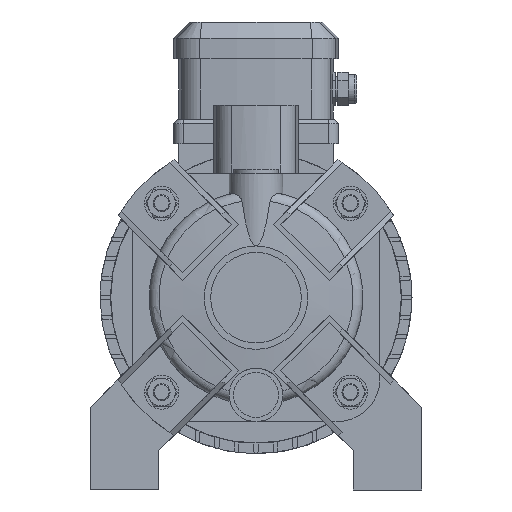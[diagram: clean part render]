
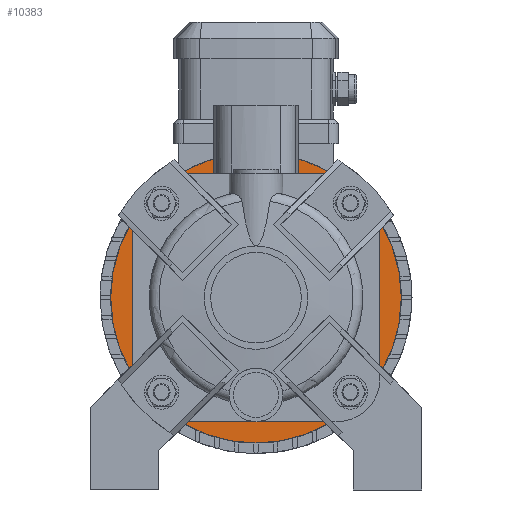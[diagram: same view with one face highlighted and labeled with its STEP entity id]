
A CAD part, left-side view. The second image highlights one B-rep face of the part: STEP entity #10383.
In plain terms, the highlighted planar face has unit normal (-1, 0, 0).
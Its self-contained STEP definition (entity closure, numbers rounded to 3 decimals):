
#2293=PLANE('',#11417);
#2438=FACE_BOUND('',#3606,.T.);
#2927=FACE_OUTER_BOUND('',#3605,.T.);
#3605=EDGE_LOOP('',(#9105));
#3606=EDGE_LOOP('',(#9106));
#4153=CIRCLE('',#11226,68.);
#4192=CIRCLE('',#11416,51.1);
#4987=VERTEX_POINT('',#17768);
#5061=VERTEX_POINT('',#18179);
#6266=EDGE_CURVE('',#4987,#4987,#4153,.T.);
#6452=EDGE_CURVE('',#5061,#5061,#4192,.T.);
#9105=ORIENTED_EDGE('',*,*,#6266,.F.);
#9106=ORIENTED_EDGE('',*,*,#6452,.T.);
#10383=ADVANCED_FACE('',(#2927,#2438),#2293,.T.);
#11226=AXIS2_PLACEMENT_3D('',#17769,#13413,#13414);
#11416=AXIS2_PLACEMENT_3D('',#18180,#13940,#13941);
#11417=AXIS2_PLACEMENT_3D('',#18181,#13942,#13943);
#13413=DIRECTION('center_axis',(1.,0.,0.));
#13414=DIRECTION('ref_axis',(0.,1.,0.));
#13940=DIRECTION('center_axis',(1.,0.,0.));
#13941=DIRECTION('ref_axis',(0.,1.,0.));
#13942=DIRECTION('center_axis',(-1.,0.,0.));
#13943=DIRECTION('ref_axis',(0.,0.,1.));
#17768=CARTESIAN_POINT('',(48.5,68.,90.));
#17769=CARTESIAN_POINT('Origin',(48.5,0.,90.));
#18179=CARTESIAN_POINT('',(48.5,51.1,90.));
#18180=CARTESIAN_POINT('Origin',(48.5,0.,90.));
#18181=CARTESIAN_POINT('Origin',(48.5,59.55,90.));
